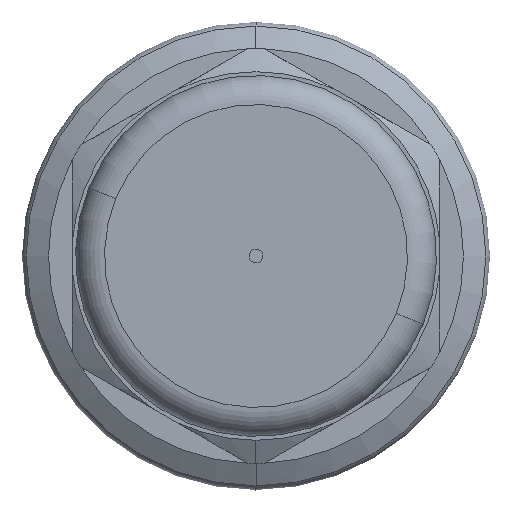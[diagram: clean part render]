
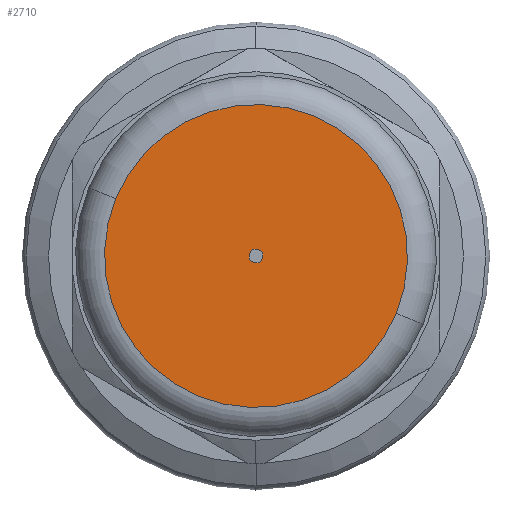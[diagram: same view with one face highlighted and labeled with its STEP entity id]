
A CAD part, left-side view. The second image highlights one B-rep face of the part: STEP entity #2710.
In plain terms, the highlighted planar face has unit normal (-1, 0, 0).
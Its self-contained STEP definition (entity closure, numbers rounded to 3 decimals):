
#205 = DIRECTION ( 'NONE',  ( 1., 0., 0. ) ) ;
#548 = DIRECTION ( 'NONE',  ( 0., 0.926, 0.378 ) ) ;
#690 = ORIENTED_EDGE ( 'NONE', *, *, #1011, .F. ) ;
#931 = DIRECTION ( 'NONE',  ( 0., -0.926, -0.378 ) ) ;
#1011 = EDGE_CURVE ( 'NONE', #1264, #15822, #13833, .T. ) ;
#1264 = VERTEX_POINT ( 'NONE', #9771 ) ;
#2710 = ADVANCED_FACE ( 'NONE', ( #9240, #8287 ), #6973, .T. ) ;
#3711 = CIRCLE ( 'NONE', #13730, 13.075 ) ;
#4036 = CIRCLE ( 'NONE', #10147, 0.6 ) ;
#4201 = DIRECTION ( 'NONE',  ( 1., 0., 0. ) ) ;
#4775 = EDGE_LOOP ( 'NONE', ( #6582, #9690 ) ) ;
#5691 = VERTEX_POINT ( 'NONE', #13554 ) ;
#5747 = AXIS2_PLACEMENT_3D ( 'NONE', #8069, #15793, #548 ) ;
#5908 = CARTESIAN_POINT ( 'NONE',  ( -22.1, 0., 0. ) ) ;
#5932 = AXIS2_PLACEMENT_3D ( 'NONE', #6148, #7576, #6202 ) ;
#6074 = CARTESIAN_POINT ( 'NONE',  ( -22.1, 0.555, 0.227 ) ) ;
#6135 = VERTEX_POINT ( 'NONE', #6074 ) ;
#6148 = CARTESIAN_POINT ( 'NONE',  ( -22.1, 0., 0. ) ) ;
#6202 = DIRECTION ( 'NONE',  ( 0., -0.926, -0.378 ) ) ;
#6582 = ORIENTED_EDGE ( 'NONE', *, *, #12666, .T. ) ;
#6973 = PLANE ( 'NONE',  #5747 ) ;
#7576 = DIRECTION ( 'NONE',  ( 1., 0., 0. ) ) ;
#7728 = CARTESIAN_POINT ( 'NONE',  ( -22.1, 0., 0. ) ) ;
#8069 = CARTESIAN_POINT ( 'NONE',  ( -22.1, -0.555, -0.227 ) ) ;
#8287 = FACE_OUTER_BOUND ( 'NONE', #9267, .T. ) ;
#8744 = ORIENTED_EDGE ( 'NONE', *, *, #10393, .F. ) ;
#8984 = AXIS2_PLACEMENT_3D ( 'NONE', #7728, #205, #10083 ) ;
#9240 = FACE_BOUND ( 'NONE', #4775, .T. ) ;
#9267 = EDGE_LOOP ( 'NONE', ( #8744, #690 ) ) ;
#9690 = ORIENTED_EDGE ( 'NONE', *, *, #14590, .T. ) ;
#9771 = CARTESIAN_POINT ( 'NONE',  ( -22.1, 12.105, 4.942 ) ) ;
#10083 = DIRECTION ( 'NONE',  ( 0., -0.926, -0.378 ) ) ;
#10147 = AXIS2_PLACEMENT_3D ( 'NONE', #5908, #16000, #931 ) ;
#10393 = EDGE_CURVE ( 'NONE', #15822, #1264, #3711, .T. ) ;
#10450 = DIRECTION ( 'NONE',  ( 0., -0.926, -0.378 ) ) ;
#11630 = CARTESIAN_POINT ( 'NONE',  ( -22.1, 0., 0. ) ) ;
#12113 = CIRCLE ( 'NONE', #8984, 0.6 ) ;
#12666 = EDGE_CURVE ( 'NONE', #5691, #6135, #12113, .T. ) ;
#13554 = CARTESIAN_POINT ( 'NONE',  ( -22.1, -0.555, -0.227 ) ) ;
#13730 = AXIS2_PLACEMENT_3D ( 'NONE', #11630, #4201, #10450 ) ;
#13833 = CIRCLE ( 'NONE', #5932, 13.075 ) ;
#14488 = CARTESIAN_POINT ( 'NONE',  ( -22.1, -12.105, -4.942 ) ) ;
#14590 = EDGE_CURVE ( 'NONE', #6135, #5691, #4036, .T. ) ;
#15793 = DIRECTION ( 'NONE',  ( -1., 0., 0. ) ) ;
#15822 = VERTEX_POINT ( 'NONE', #14488 ) ;
#16000 = DIRECTION ( 'NONE',  ( 1., 0., 0. ) ) ;
